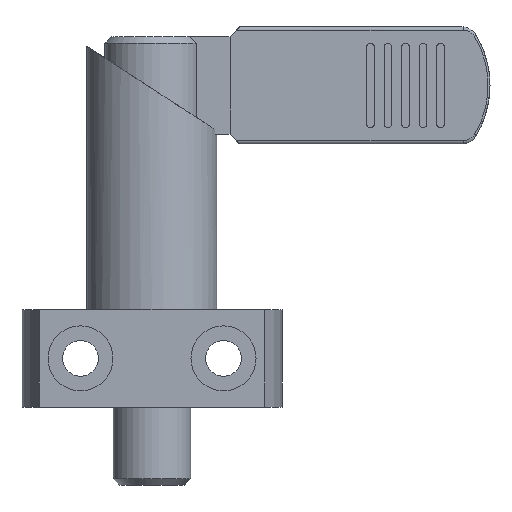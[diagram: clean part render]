
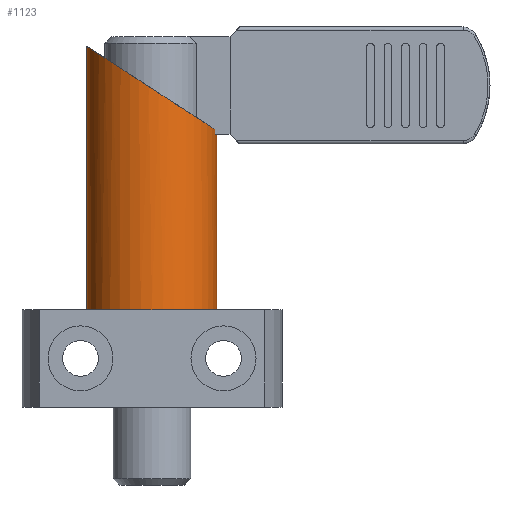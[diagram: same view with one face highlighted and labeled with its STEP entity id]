
A CAD part, front view. The second image highlights one B-rep face of the part: STEP entity #1123.
In plain terms, the highlighted cylindrical face has radius 10 mm (diameter 20 mm), a partial arc.
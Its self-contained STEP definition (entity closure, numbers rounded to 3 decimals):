
#767=VERTEX_POINT('',#2259);
#931=EDGE_CURVE('',#1623,#1467,#2440,.T.);
#1055=EDGE_CURVE('',#1467,#2205,#2575,.T.);
#1123=ADVANCED_FACE('',(#2647),#2648,.T.);
#1381=EDGE_CURVE('',#2101,#1459,#2934,.T.);
#1459=VERTEX_POINT('',#3017);
#1467=VERTEX_POINT('',#3025);
#1511=EDGE_CURVE('',#767,#2205,#3074,.T.);
#1539=EDGE_CURVE('',#1459,#767,#3106,.T.);
#1551=EDGE_CURVE('',#1623,#1977,#3121,.T.);
#1623=VERTEX_POINT('',#3199);
#1965=EDGE_CURVE('',#1977,#2101,#3580,.T.);
#1977=VERTEX_POINT('',#3599);
#2101=VERTEX_POINT('',#3742);
#2205=VERTEX_POINT('',#3856);
#2259=CARTESIAN_POINT('',(10.0,0.,15.0));
#2440=LINE('',#4148,#4149);
#2575=CIRCLE('',#4328,10.0);
#2647=FACE_OUTER_BOUND('',#4430,.T.);
#2648=CYLINDRICAL_SURFACE('',#4431,10.0);
#2934=CIRCLE('',#4833,10.0);
#3017=CARTESIAN_POINT('',(0.,-10.0,15.0));
#3025=CARTESIAN_POINT('',(9.682,-2.5,42.0));
#3074=LINE('',#5046,#5047);
#3106=CIRCLE('',#5091,10.0);
#3121=ELLIPSE('',#5111,11.924,10.0);
#3199=CARTESIAN_POINT('',(9.682,-2.5,42.706));
#3580=LINE('',#5745,#5746);
#3599=CARTESIAN_POINT('',(-10.0,0.,55.488));
#3742=CARTESIAN_POINT('',(-10.0,0.,15.0));
#3856=CARTESIAN_POINT('',(10.0,0.,42.0));
#4148=CARTESIAN_POINT('',(9.682,-2.5,48.744));
#4149=VECTOR('',#6401,1.0);
#4328=AXIS2_PLACEMENT_3D('',#6561,#6562,#6563);
#4430=EDGE_LOOP('',(#6632,#6633,#6634,#6635,#6636,#6637,#6638));
#4431=AXIS2_PLACEMENT_3D('',#6639,#6640,#6641);
#4833=AXIS2_PLACEMENT_3D('',#6968,#6969,#6970);
#5046=CARTESIAN_POINT('',(10.0,0.,27.8));
#5047=VECTOR('',#7115,1.0);
#5091=AXIS2_PLACEMENT_3D('',#7163,#7164,#7165);
#5111=AXIS2_PLACEMENT_3D('',#7181,#7182,#7183);
#5745=CARTESIAN_POINT('',(-10.0,0.,27.8));
#5746=VECTOR('',#7735,1.0);
#6401=DIRECTION('',(-0.0,-0.0,-1.0));
#6561=CARTESIAN_POINT('',(0.0,0.0,42.0));
#6562=DIRECTION('',(0.0,0.0,1.0));
#6563=DIRECTION('',(1.0,0.0,0.0));
#6632=ORIENTED_EDGE('',*,*,#1511,.T.);
#6633=ORIENTED_EDGE('',*,*,#1055,.F.);
#6634=ORIENTED_EDGE('',*,*,#931,.F.);
#6635=ORIENTED_EDGE('',*,*,#1551,.T.);
#6636=ORIENTED_EDGE('',*,*,#1965,.T.);
#6637=ORIENTED_EDGE('',*,*,#1381,.T.);
#6638=ORIENTED_EDGE('',*,*,#1539,.T.);
#6639=CARTESIAN_POINT('',(0.0,0.0,27.8));
#6640=DIRECTION('',(-0.0,-0.0,-1.0));
#6641=DIRECTION('',(1.0,0.0,0.0));
#6968=CARTESIAN_POINT('',(0.0,0.0,15.0));
#6969=DIRECTION('',(0.0,0.0,1.0));
#6970=DIRECTION('',(1.0,0.0,0.0));
#7115=DIRECTION('',(0.0,0.0,1.0));
#7163=CARTESIAN_POINT('',(0.0,0.0,15.0));
#7164=DIRECTION('',(0.0,0.0,1.0));
#7165=DIRECTION('',(1.0,0.0,0.0));
#7181=CARTESIAN_POINT('',(0.0,0.0,48.994));
#7182=DIRECTION('',(-0.545,-0.0,-0.839));
#7183=DIRECTION('',(0.839,0.0,-0.545));
#7735=DIRECTION('',(-0.0,-0.0,-1.0));
